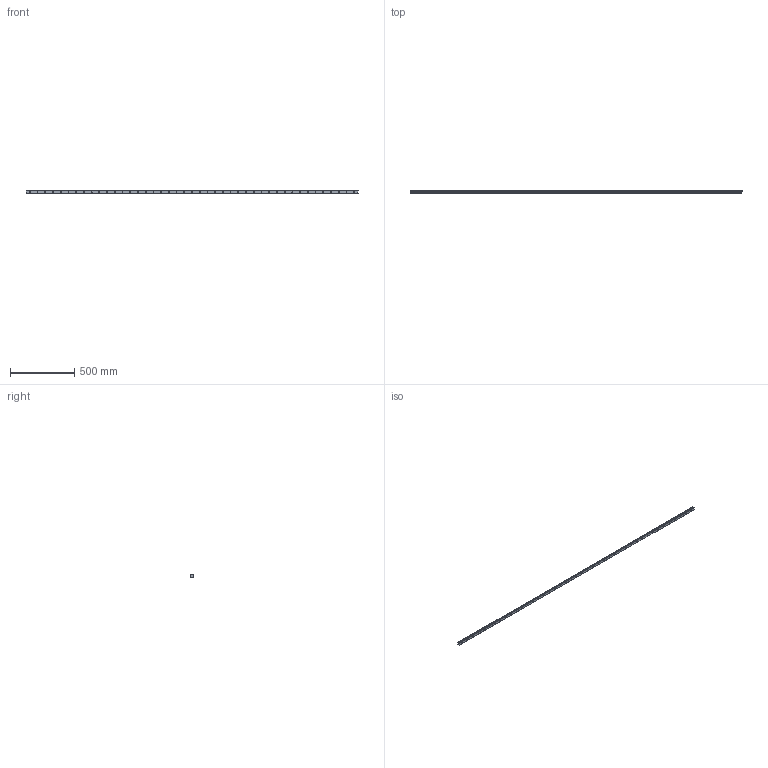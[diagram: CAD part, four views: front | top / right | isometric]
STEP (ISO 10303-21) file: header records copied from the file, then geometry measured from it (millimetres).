
FILE_DESCRIPTION (( 'STEP AP214' ), '1' );
FILE_NAME ('SHS20C1SS-2580L_G30_0_B-M6F_1250-5_0_0_0_1.STEP', '2021-06-17T10:02:30', ( '' ), ( '' ), 'SwSTEP 2.0', 'SolidWorks 2021', '' );
FILE_SCHEMA (( 'AUTOMOTIVE_DESIGN' ));
Length unit declared in the file: millimetre
Products named in the file (2): SHS20C1SS-2580L_G30_0_B-M6F_1250-5_0_0_0_1; _SHS20C258030 Track
Assembly tree (1 placements, depth 2):
  SHS20C1SS-2580L_G30_0_B-M6F_1250-5_0_0_0_1
    _SHS20C258030 Track
Bounding box: 2580 x 16.5 x 20 mm (x, y, z)
Volume: 727803.4 mm3; surface area: 205224 mm2
Topology: 1 solids, 1 shells, 251 faces, 618 edges, 412 vertices
Faces by surface type: cylinder 192, plane 59
Entity records: 7874 total; most frequent: DIRECTION 1512, CARTESIAN_POINT 1285, ORIENTED_EDGE 1236, AXIS2_PLACEMENT_3D 639, EDGE_CURVE 618, VERTEX_POINT 412, CIRCLE 384, EDGE_LOOP 380
